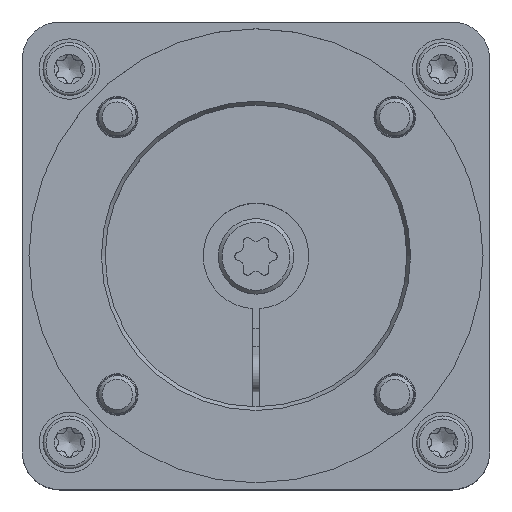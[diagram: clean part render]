
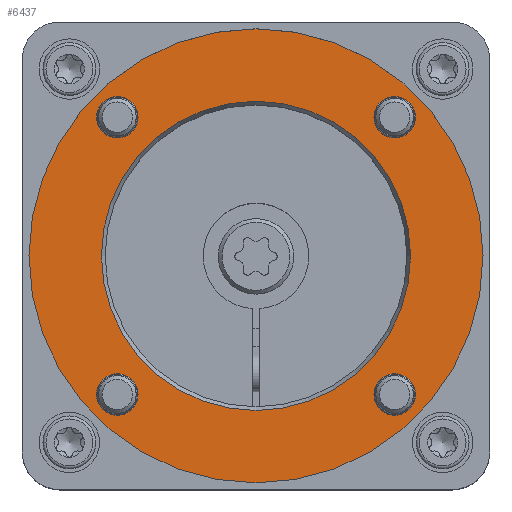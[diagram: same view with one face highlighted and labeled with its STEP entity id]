
A CAD part, top view. The second image highlights one B-rep face of the part: STEP entity #6437.
In plain terms, the highlighted planar face has unit normal (0, 0, 1).
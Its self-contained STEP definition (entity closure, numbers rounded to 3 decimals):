
#2129=ORIENTED_EDGE('',*,*,#3566,.T.);
#2130=ORIENTED_EDGE('',*,*,#3567,.T.);
#2131=ORIENTED_EDGE('',*,*,#3568,.T.);
#2132=ORIENTED_EDGE('',*,*,#3569,.T.);
#2133=ORIENTED_EDGE('',*,*,#3570,.T.);
#2134=ORIENTED_EDGE('',*,*,#3565,.F.);
#3565=EDGE_CURVE('',#4364,#4364,#4885,.T.);
#3566=EDGE_CURVE('',#4365,#4365,#4886,.T.);
#3567=EDGE_CURVE('',#4366,#4366,#4887,.F.);
#3568=EDGE_CURVE('',#4367,#4367,#4888,.F.);
#3569=EDGE_CURVE('',#4368,#4368,#4889,.F.);
#3570=EDGE_CURVE('',#4369,#4369,#4890,.F.);
#4364=VERTEX_POINT('',#11897);
#4365=VERTEX_POINT('',#11900);
#4366=VERTEX_POINT('',#11902);
#4367=VERTEX_POINT('',#11904);
#4368=VERTEX_POINT('',#11906);
#4369=VERTEX_POINT('',#11908);
#4885=CIRCLE('',#8187,30.1);
#4886=CIRCLE('',#8189,20.5);
#4887=CIRCLE('',#8190,2.75);
#4888=CIRCLE('',#8191,2.75);
#4889=CIRCLE('',#8192,2.75);
#4890=CIRCLE('',#8193,2.75);
#5359=EDGE_LOOP('',(#2129));
#5360=EDGE_LOOP('',(#2130));
#5361=EDGE_LOOP('',(#2131));
#5362=EDGE_LOOP('',(#2132));
#5363=EDGE_LOOP('',(#2133));
#5364=EDGE_LOOP('',(#2134));
#5880=FACE_BOUND('',#5359,.T.);
#5881=FACE_BOUND('',#5360,.T.);
#5882=FACE_BOUND('',#5361,.T.);
#5883=FACE_BOUND('',#5362,.T.);
#5884=FACE_BOUND('',#5363,.T.);
#5885=FACE_BOUND('',#5364,.T.);
#6178=PLANE('',#8188);
#6437=ADVANCED_FACE('',(#5880,#5881,#5882,#5883,#5884,#5885),#6178,.T.);
#8187=AXIS2_PLACEMENT_3D('',#11896,#9550,#9551);
#8188=AXIS2_PLACEMENT_3D('',#11898,#9552,#9553);
#8189=AXIS2_PLACEMENT_3D('',#11899,#9554,#9555);
#8190=AXIS2_PLACEMENT_3D('',#11901,#9556,#9557);
#8191=AXIS2_PLACEMENT_3D('',#11903,#9558,#9559);
#8192=AXIS2_PLACEMENT_3D('',#11905,#9560,#9561);
#8193=AXIS2_PLACEMENT_3D('',#11907,#9562,#9563);
#9550=DIRECTION('',(0.,0.,-1.));
#9551=DIRECTION('',(-1.,0.,0.));
#9552=DIRECTION('',(0.,0.,1.));
#9553=DIRECTION('',(1.,0.,0.));
#9554=DIRECTION('',(0.,0.,-1.));
#9555=DIRECTION('',(-1.,0.,0.));
#9556=DIRECTION('',(0.,0.,1.));
#9557=DIRECTION('',(1.,0.,0.));
#9558=DIRECTION('',(0.,0.,1.));
#9559=DIRECTION('',(1.,0.,0.));
#9560=DIRECTION('',(0.,0.,1.));
#9561=DIRECTION('',(1.,0.,0.));
#9562=DIRECTION('',(0.,0.,1.));
#9563=DIRECTION('',(1.,0.,0.));
#11896=CARTESIAN_POINT('',(0.,0.,-3.));
#11897=CARTESIAN_POINT('',(-30.1,0.,-3.));
#11898=CARTESIAN_POINT('',(0.,30.1,-3.));
#11899=CARTESIAN_POINT('',(0.,0.,-3.));
#11900=CARTESIAN_POINT('',(-20.5,0.,-3.));
#11901=CARTESIAN_POINT('',(-18.385,18.385,-3.));
#11902=CARTESIAN_POINT('',(-15.635,18.385,-3.));
#11903=CARTESIAN_POINT('',(-18.385,-18.385,-3.));
#11904=CARTESIAN_POINT('',(-15.635,-18.385,-3.));
#11905=CARTESIAN_POINT('',(18.385,-18.385,-3.));
#11906=CARTESIAN_POINT('',(21.135,-18.385,-3.));
#11907=CARTESIAN_POINT('',(18.385,18.385,-3.));
#11908=CARTESIAN_POINT('',(21.135,18.385,-3.));
